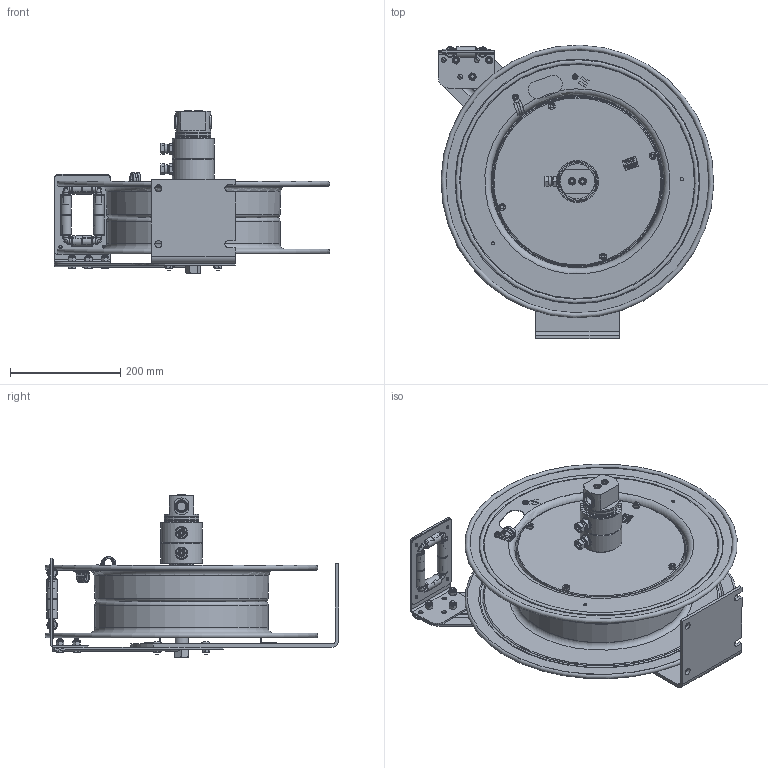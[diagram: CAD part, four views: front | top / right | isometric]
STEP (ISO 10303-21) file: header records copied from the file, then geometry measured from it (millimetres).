
FILE_DESCRIPTION(/* description */ (''),/* implementation_level */ '2;1');
FILE_NAME(/* name */ 'MPDL-N-150_SHARED.stp',/* time_stamp */ '2020-03-11T08:57:53-07:00',/* author */ ('NMelton'),/* organization */ (''),/* preprocessor_version */ 'ST-DEVELOPER v17',/* originating_system */ 'Autodesk Inventor 2019',/* authorisation */ '');
FILE_SCHEMA (('AUTOMOTIVE_DESIGN { 1 0 10303 214 3 1 1 }'));
Products named in the file (1): MPDL-N-150_SHARED
Bounding box: 500.16 x 533.34 x 295.91 mm (x, y, z)
Surface area: 1496492.3 mm2 (no closed solid volume)
Topology: 0 solids, 155 shells, 2367 faces, 9626 edges, 7123 vertices
Faces by surface type: plane 1140, cylinder 630, bspline 309, cone 185, torus 77, sphere 26
Full cylindrical faces by diameter (mm): 2.54 x1, 3.048 x1, 4.699 x4, 4.826 x2, 5.588 x5, 5.613 x2, 6.35 x10, 7.938 x3, 8.636 x3, 8.731 x4, 9.017 x2, 9.525 x1, 10.414 x1, 11.43 x3, 11.938 x2, 12.192 x7, 12.7 x2, 13.589 x2, 13.932 x2, 15.875 x1, 17.475 x2, 19.05 x7, 23.825 x2, 25.362 x1, 28.575 x1, 32.791 x1, 34.925 x1, 35.115 x1, 37.973 x1, 38.1 x1
Entity records: 106308 total; most frequent: CARTESIAN_POINT 29114, ORIENTED_EDGE 14318, DIRECTION 14266, EDGE_CURVE 9593, VERTEX_POINT 7123, LINE 4900, VECTOR 4900, AXIS2_PLACEMENT_3D 4683
